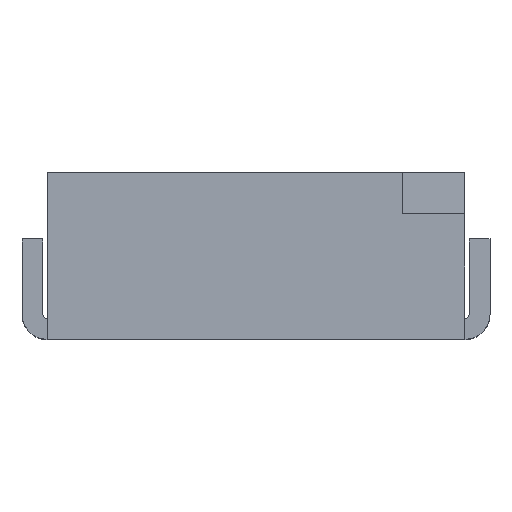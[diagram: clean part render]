
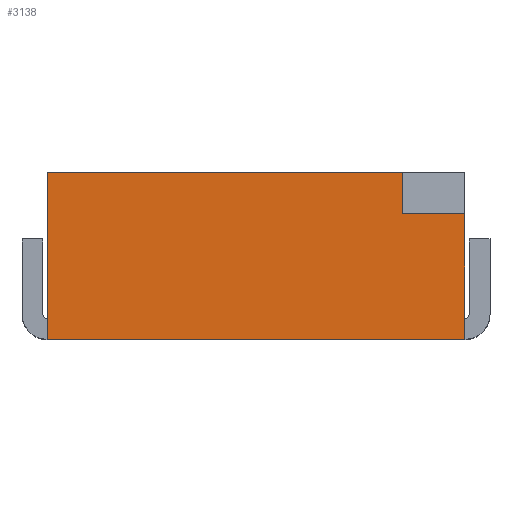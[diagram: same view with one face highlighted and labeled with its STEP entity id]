
A CAD part, top view. The second image highlights one B-rep face of the part: STEP entity #3138.
In plain terms, the highlighted planar face has unit normal (0, 0, 1).
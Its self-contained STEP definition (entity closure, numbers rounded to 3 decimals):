
#4 = CARTESIAN_POINT ( 'NONE',  ( 1.75, 1., 2.5 ) ) ;
#8 = VECTOR ( 'NONE', #1418, 1000. ) ;
#148 = ORIENTED_EDGE ( 'NONE', *, *, #1723, .F. ) ;
#168 = VECTOR ( 'NONE', #3370, 1000. ) ;
#244 = DIRECTION ( 'NONE',  ( 0., 0., -1. ) ) ;
#260 = ORIENTED_EDGE ( 'NONE', *, *, #3226, .T. ) ;
#287 = CARTESIAN_POINT ( 'NONE',  ( 1.75, 0.5, 2.5 ) ) ;
#386 = CARTESIAN_POINT ( 'NONE',  ( 2.5, 1., 2.5 ) ) ;
#483 = CARTESIAN_POINT ( 'NONE',  ( 2.5, 0.5, 2.5 ) ) ;
#501 = VERTEX_POINT ( 'NONE', #2448 ) ;
#515 = VECTOR ( 'NONE', #1349, 1000. ) ;
#562 = VERTEX_POINT ( 'NONE', #4 ) ;
#847 = VERTEX_POINT ( 'NONE', #2824 ) ;
#889 = CARTESIAN_POINT ( 'NONE',  ( -2.5, -1., 2.5 ) ) ;
#899 = ORIENTED_EDGE ( 'NONE', *, *, #1552, .F. ) ;
#926 = ORIENTED_EDGE ( 'NONE', *, *, #1616, .F. ) ;
#935 = DIRECTION ( 'NONE',  ( 0., -1., 0. ) ) ;
#1160 = LINE ( 'NONE', #386, #3097 ) ;
#1266 = ORIENTED_EDGE ( 'NONE', *, *, #3387, .T. ) ;
#1340 = CARTESIAN_POINT ( 'NONE',  ( 2.5, 0.5, 2.5 ) ) ;
#1349 = DIRECTION ( 'NONE',  ( 0., -1., 0. ) ) ;
#1418 = DIRECTION ( 'NONE',  ( 1., 0., 0. ) ) ;
#1552 = EDGE_CURVE ( 'NONE', #501, #562, #1824, .T. ) ;
#1566 = VERTEX_POINT ( 'NONE', #2725 ) ;
#1569 = CARTESIAN_POINT ( 'NONE',  ( 2.5, -1., 2.5 ) ) ;
#1592 = PLANE ( 'NONE',  #2358 ) ;
#1596 = LINE ( 'NONE', #287, #168 ) ;
#1616 = EDGE_CURVE ( 'NONE', #847, #2343, #3532, .T. ) ;
#1625 = DIRECTION ( 'NONE',  ( 1., 0., 0. ) ) ;
#1723 = EDGE_CURVE ( 'NONE', #2343, #3436, #1160, .T. ) ;
#1761 = FACE_OUTER_BOUND ( 'NONE', #1903, .T. ) ;
#1804 = VECTOR ( 'NONE', #3132, 1000. ) ;
#1824 = LINE ( 'NONE', #2405, #2477 ) ;
#1903 = EDGE_LOOP ( 'NONE', ( #926, #2508, #899, #1266, #260, #148 ) ) ;
#1930 = CARTESIAN_POINT ( 'NONE',  ( -2.5, 1., 2.5 ) ) ;
#2040 = EDGE_CURVE ( 'NONE', #847, #562, #1596, .T. ) ;
#2258 = LINE ( 'NONE', #1930, #515 ) ;
#2343 = VERTEX_POINT ( 'NONE', #1340 ) ;
#2358 = AXIS2_PLACEMENT_3D ( 'NONE', #3565, #244, #3604 ) ;
#2405 = CARTESIAN_POINT ( 'NONE',  ( -2.5, 1., 2.5 ) ) ;
#2448 = CARTESIAN_POINT ( 'NONE',  ( -2.5, 1., 2.5 ) ) ;
#2477 = VECTOR ( 'NONE', #1625, 1000. ) ;
#2508 = ORIENTED_EDGE ( 'NONE', *, *, #2040, .T. ) ;
#2725 = CARTESIAN_POINT ( 'NONE',  ( -2.5, -1., 2.5 ) ) ;
#2824 = CARTESIAN_POINT ( 'NONE',  ( 1.75, 0.5, 2.5 ) ) ;
#3097 = VECTOR ( 'NONE', #935, 1000. ) ;
#3132 = DIRECTION ( 'NONE',  ( 1., 0., 0. ) ) ;
#3138 = ADVANCED_FACE ( 'NONE', ( #1761 ), #1592, .F. ) ;
#3226 = EDGE_CURVE ( 'NONE', #1566, #3436, #3487, .T. ) ;
#3370 = DIRECTION ( 'NONE',  ( 0., 1., 0. ) ) ;
#3387 = EDGE_CURVE ( 'NONE', #501, #1566, #2258, .T. ) ;
#3436 = VERTEX_POINT ( 'NONE', #1569 ) ;
#3487 = LINE ( 'NONE', #889, #1804 ) ;
#3532 = LINE ( 'NONE', #483, #8 ) ;
#3565 = CARTESIAN_POINT ( 'NONE',  ( -2.5, 1., 2.5 ) ) ;
#3604 = DIRECTION ( 'NONE',  ( -1., 0., 0. ) ) ;
